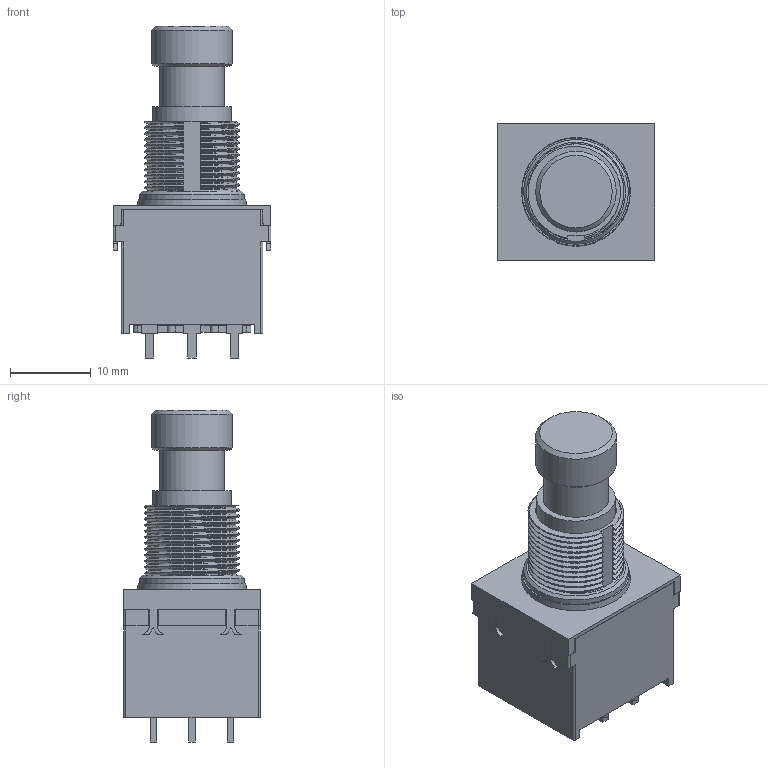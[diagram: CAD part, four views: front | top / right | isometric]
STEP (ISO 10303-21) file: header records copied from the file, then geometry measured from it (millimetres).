
FILE_DESCRIPTION(/* description */ (''),/* implementation_level */ '2;1');
FILE_NAME(/* name */ '3PDT_Footswitch.step',/* time_stamp */ '2017-11-16T09:25:53-06:00',/* author */ ('mscientistlab'),/* organization */ (''),/* preprocessor_version */ 'ST-DEVELOPER v16.13',/* originating_system */ 'Autodesk Translation Framework v6.5.0.72',/* authorisation */ '');
FILE_SCHEMA (('AUTOMOTIVE_DESIGN { 1 0 10303 214 3 1 1 }'));
Length unit declared in the file: millimetre
Products named in the file (1): Toggle_Footswitch
Bounding box: 19.6 x 17 x 41.2 mm (x, y, z)
Volume: 4781.2 mm3; surface area: 6685.9 mm2
Topology: 11 solids, 12 shells, 514 faces, 1402 edges, 924 vertices
Faces by surface type: plane 323, cylinder 131, bspline 44, torus 9, cone 5, sphere 2
Full cylindrical faces by diameter (mm): 0.1 x4, 0.12 x2, 0.2 x1, 0.8 x2, 1 x2, 1.3 x2, 1.5 x2, 2 x1, 8 x1, 8.15 x1, 9.8 x1, 10 x3, 12.28 x1, 13 x1
Entity records: 23121 total; most frequent: CARTESIAN_POINT 10331, ORIENTED_EDGE 2796, DIRECTION 2353, EDGE_CURVE 1398, LINE 963, VECTOR 963, VERTEX_POINT 924, AXIS2_PLACEMENT_3D 695
